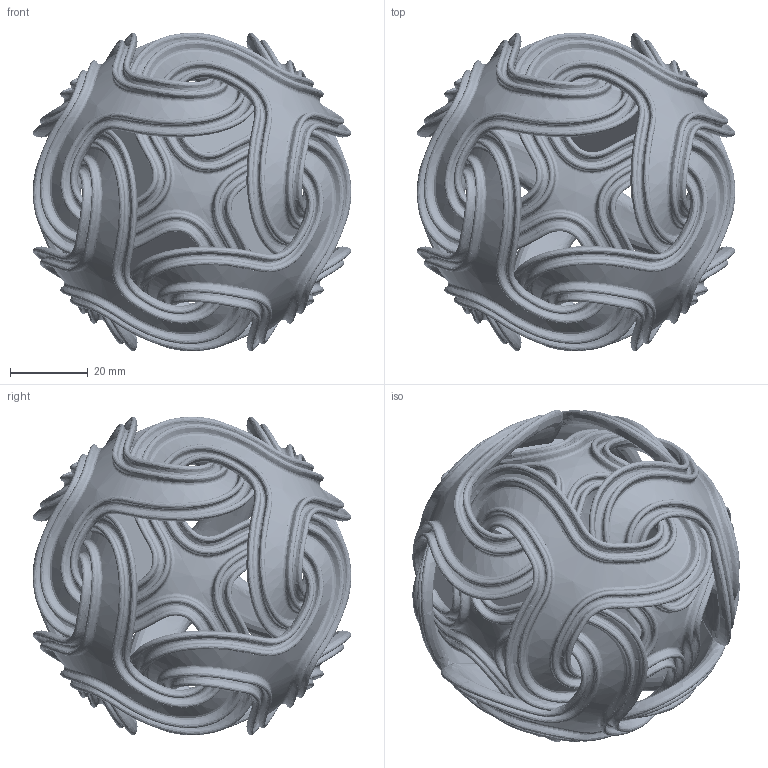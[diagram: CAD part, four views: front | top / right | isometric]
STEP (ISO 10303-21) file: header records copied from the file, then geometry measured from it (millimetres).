
FILE_DESCRIPTION(('FreeCAD Model'),'2;1');
FILE_NAME('Open CASCADE Shape Model','2025-04-25T16:57:20',('FreeCAD'),( 'FreeCAD'),'Open CASCADE STEP processor 7.6','FreeCAD','Unknown');
FILE_SCHEMA(('AUTOMOTIVE_DESIGN { 1 0 10303 214 1 1 1 1 }'));
Products named in the file (1): Open CASCADE STEP translator 7.6 1
Bounding box: 81.74 x 81.74 x 81.74 mm (x, y, z)
Volume: 83382.8 mm3; surface area: 71292.7 mm2
Topology: 2 solids, 2 shells, 3865 faces, 9279 edges, 5324 vertices
Faces by surface type: bspline 3865
Entity records: 277272 total; most frequent: CARTESIAN_POINT 224719, ORIENTED_EDGE 18558, EDGE_CURVE 9279, B_SPLINE_CURVE_WITH_KNOTS 6790, VERTEX_POINT 5324, FACE_BOUND 3889, EDGE_LOOP 3889, ADVANCED_FACE 3865
